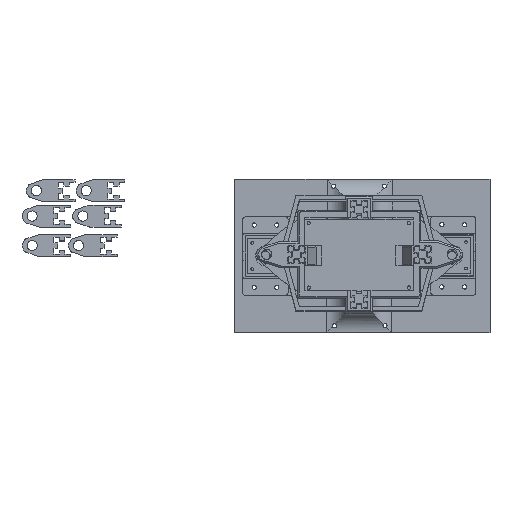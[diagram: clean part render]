
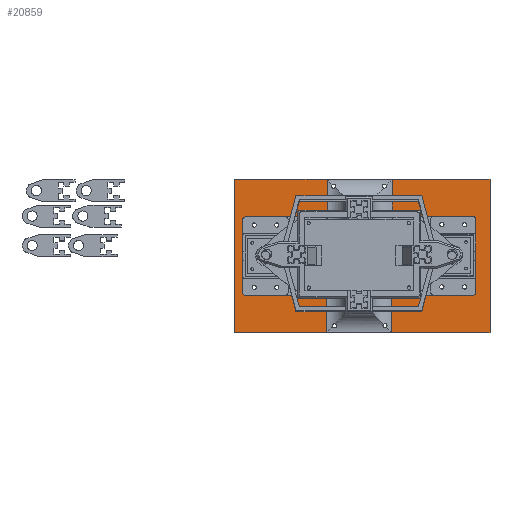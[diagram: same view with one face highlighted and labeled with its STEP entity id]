
A CAD part, top view. The second image highlights one B-rep face of the part: STEP entity #20859.
In plain terms, the highlighted planar face has unit normal (0, 0, 1).
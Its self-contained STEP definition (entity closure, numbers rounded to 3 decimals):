
#20599=CARTESIAN_POINT('',(305.477,92.,-4.));
#20600=VERTEX_POINT('',#20599);
#20601=CARTESIAN_POINT('',(305.477,273.39,-4.));
#20602=VERTEX_POINT('',#20601);
#20603=CARTESIAN_POINT('',(305.477,92.,-4.));
#20604=DIRECTION('',(0.,1.,0.));
#20605=VECTOR('',#20604,181.39);
#20606=LINE('',#20603,#20605);
#20607=EDGE_CURVE('',#20600,#20602,#20606,.T.);
#20639=CARTESIAN_POINT('',(608.363,92.,-4.));
#20640=VERTEX_POINT('',#20639);
#20641=CARTESIAN_POINT('',(608.363,273.39,-4.));
#20642=VERTEX_POINT('',#20641);
#20643=CARTESIAN_POINT('',(608.363,92.,-4.));
#20644=DIRECTION('',(0.,1.,0.));
#20645=VECTOR('',#20644,181.39);
#20646=LINE('',#20643,#20645);
#20647=EDGE_CURVE('',#20640,#20642,#20646,.T.);
#20674=CARTESIAN_POINT('',(0.,0.,-4.));
#20675=DIRECTION('',(0.,0.,-1.));
#20676=DIRECTION('',(-1.,0.,0.));
#20677=AXIS2_PLACEMENT_3D('',#20674,#20675,#20676);
#20678=PLANE('',#20677);
#20679=CARTESIAN_POINT('',(414.714,135.601,-4.));
#20680=VERTEX_POINT('',#20679);
#20681=CARTESIAN_POINT('',(414.714,92.,-4.));
#20682=VERTEX_POINT('',#20681);
#20683=CARTESIAN_POINT('',(414.714,135.601,-4.));
#20684=DIRECTION('',(0.,-1.,0.));
#20685=VECTOR('',#20684,43.601);
#20686=LINE('',#20683,#20685);
#20687=EDGE_CURVE('',#20680,#20682,#20686,.T.);
#20688=ORIENTED_EDGE('',*,*,#20687,.F.);
#20689=CARTESIAN_POINT('',(319.529,135.601,-4.));
#20690=VERTEX_POINT('',#20689);
#20691=CARTESIAN_POINT('',(414.714,135.601,-4.));
#20692=DIRECTION('',(-1.,0.,0.));
#20693=VECTOR('',#20692,95.185);
#20694=LINE('',#20691,#20693);
#20695=EDGE_CURVE('',#20680,#20690,#20694,.T.);
#20696=ORIENTED_EDGE('',*,*,#20695,.T.);
#20697=CARTESIAN_POINT('',(315.529,139.601,-4.));
#20698=VERTEX_POINT('',#20697);
#20699=CARTESIAN_POINT('',(319.529,139.601,-4.));
#20700=DIRECTION('',(-0.,-0.,-1.));
#20701=DIRECTION('',(1.,0.,-0.));
#20702=AXIS2_PLACEMENT_3D('',#20699,#20700,#20701);
#20703=CIRCLE('',#20702,4.);
#20704=EDGE_CURVE('',#20690,#20698,#20703,.T.);
#20705=ORIENTED_EDGE('',*,*,#20704,.T.);
#20706=CARTESIAN_POINT('',(315.529,225.39,-4.));
#20707=VERTEX_POINT('',#20706);
#20708=CARTESIAN_POINT('',(315.529,225.39,-4.));
#20709=DIRECTION('',(0.,-1.,0.));
#20710=VECTOR('',#20709,85.789);
#20711=LINE('',#20708,#20710);
#20712=EDGE_CURVE('',#20707,#20698,#20711,.T.);
#20713=ORIENTED_EDGE('',*,*,#20712,.F.);
#20714=CARTESIAN_POINT('',(319.529,229.39,-4.));
#20715=VERTEX_POINT('',#20714);
#20716=CARTESIAN_POINT('',(319.529,225.39,-4.));
#20717=DIRECTION('',(-0.,-0.,-1.));
#20718=DIRECTION('',(1.,0.,-0.));
#20719=AXIS2_PLACEMENT_3D('',#20716,#20717,#20718);
#20720=CIRCLE('',#20719,4.);
#20721=EDGE_CURVE('',#20707,#20715,#20720,.T.);
#20722=ORIENTED_EDGE('',*,*,#20721,.T.);
#20723=CARTESIAN_POINT('',(414.714,229.39,-4.));
#20724=VERTEX_POINT('',#20723);
#20725=CARTESIAN_POINT('',(414.714,229.39,-4.));
#20726=DIRECTION('',(-1.,0.,0.));
#20727=VECTOR('',#20726,95.185);
#20728=LINE('',#20725,#20727);
#20729=EDGE_CURVE('',#20724,#20715,#20728,.T.);
#20730=ORIENTED_EDGE('',*,*,#20729,.F.);
#20731=CARTESIAN_POINT('',(414.714,181.807,-4.));
#20732=VERTEX_POINT('',#20731);
#20733=CARTESIAN_POINT('',(414.714,229.39,-4.));
#20734=DIRECTION('',(0.,-1.,0.));
#20735=VECTOR('',#20734,47.584);
#20736=LINE('',#20733,#20735);
#20737=EDGE_CURVE('',#20724,#20732,#20736,.T.);
#20738=ORIENTED_EDGE('',*,*,#20737,.T.);
#20739=CARTESIAN_POINT('',(491.714,181.807,-4.));
#20740=VERTEX_POINT('',#20739);
#20741=CARTESIAN_POINT('',(491.714,181.807,-4.));
#20742=DIRECTION('',(-1.,0.,0.));
#20743=VECTOR('',#20742,77.);
#20744=LINE('',#20741,#20743);
#20745=EDGE_CURVE('',#20740,#20732,#20744,.T.);
#20746=ORIENTED_EDGE('',*,*,#20745,.F.);
#20747=CARTESIAN_POINT('',(491.714,92.,-4.));
#20748=VERTEX_POINT('',#20747);
#20749=CARTESIAN_POINT('',(491.714,181.807,-4.));
#20750=DIRECTION('',(0.,-1.,0.));
#20751=VECTOR('',#20750,89.807);
#20752=LINE('',#20749,#20751);
#20753=EDGE_CURVE('',#20740,#20748,#20752,.T.);
#20754=ORIENTED_EDGE('',*,*,#20753,.T.);
#20755=CARTESIAN_POINT('',(491.714,92.,-4.));
#20756=DIRECTION('',(1.,0.,-0.));
#20757=VECTOR('',#20756,116.649);
#20758=LINE('',#20755,#20757);
#20759=EDGE_CURVE('',#20748,#20640,#20758,.T.);
#20760=ORIENTED_EDGE('',*,*,#20759,.T.);
#20761=ORIENTED_EDGE('',*,*,#20647,.T.);
#20762=CARTESIAN_POINT('',(492.529,273.39,-4.));
#20763=VERTEX_POINT('',#20762);
#20764=CARTESIAN_POINT('',(608.363,273.39,-4.));
#20765=DIRECTION('',(-1.,0.,0.));
#20766=VECTOR('',#20765,115.833);
#20767=LINE('',#20764,#20766);
#20768=EDGE_CURVE('',#20642,#20763,#20767,.T.);
#20769=ORIENTED_EDGE('',*,*,#20768,.T.);
#20770=CARTESIAN_POINT('',(492.529,229.789,-4.));
#20771=VERTEX_POINT('',#20770);
#20772=CARTESIAN_POINT('',(492.529,229.789,-4.));
#20773=DIRECTION('',(0.,1.,0.));
#20774=VECTOR('',#20773,43.601);
#20775=LINE('',#20772,#20774);
#20776=EDGE_CURVE('',#20771,#20763,#20775,.T.);
#20777=ORIENTED_EDGE('',*,*,#20776,.F.);
#20778=CARTESIAN_POINT('',(587.714,229.789,-4.));
#20779=VERTEX_POINT('',#20778);
#20780=CARTESIAN_POINT('',(492.529,229.789,-4.));
#20781=DIRECTION('',(1.,-0.,0.));
#20782=VECTOR('',#20781,95.185);
#20783=LINE('',#20780,#20782);
#20784=EDGE_CURVE('',#20771,#20779,#20783,.T.);
#20785=ORIENTED_EDGE('',*,*,#20784,.T.);
#20786=CARTESIAN_POINT('',(591.714,225.789,-4.));
#20787=VERTEX_POINT('',#20786);
#20788=CARTESIAN_POINT('',(587.714,225.789,-4.));
#20789=DIRECTION('',(-0.,-0.,-1.));
#20790=DIRECTION('',(-1.,0.,0.));
#20791=AXIS2_PLACEMENT_3D('',#20788,#20789,#20790);
#20792=CIRCLE('',#20791,4.);
#20793=EDGE_CURVE('',#20779,#20787,#20792,.T.);
#20794=ORIENTED_EDGE('',*,*,#20793,.T.);
#20795=CARTESIAN_POINT('',(591.714,140.,-4.));
#20796=VERTEX_POINT('',#20795);
#20797=CARTESIAN_POINT('',(591.714,140.,-4.));
#20798=DIRECTION('',(0.,1.,0.));
#20799=VECTOR('',#20798,85.789);
#20800=LINE('',#20797,#20799);
#20801=EDGE_CURVE('',#20796,#20787,#20800,.T.);
#20802=ORIENTED_EDGE('',*,*,#20801,.F.);
#20803=CARTESIAN_POINT('',(587.714,136.,-4.));
#20804=VERTEX_POINT('',#20803);
#20805=CARTESIAN_POINT('',(587.714,140.,-4.));
#20806=DIRECTION('',(-0.,-0.,-1.));
#20807=DIRECTION('',(-1.,0.,0.));
#20808=AXIS2_PLACEMENT_3D('',#20805,#20806,#20807);
#20809=CIRCLE('',#20808,4.);
#20810=EDGE_CURVE('',#20796,#20804,#20809,.T.);
#20811=ORIENTED_EDGE('',*,*,#20810,.T.);
#20812=CARTESIAN_POINT('',(492.529,136.,-4.));
#20813=VERTEX_POINT('',#20812);
#20814=CARTESIAN_POINT('',(492.529,136.,-4.));
#20815=DIRECTION('',(1.,-0.,0.));
#20816=VECTOR('',#20815,95.185);
#20817=LINE('',#20814,#20816);
#20818=EDGE_CURVE('',#20813,#20804,#20817,.T.);
#20819=ORIENTED_EDGE('',*,*,#20818,.F.);
#20820=CARTESIAN_POINT('',(492.529,183.584,-4.));
#20821=VERTEX_POINT('',#20820);
#20822=CARTESIAN_POINT('',(492.529,136.,-4.));
#20823=DIRECTION('',(0.,1.,0.));
#20824=VECTOR('',#20823,47.584);
#20825=LINE('',#20822,#20824);
#20826=EDGE_CURVE('',#20813,#20821,#20825,.T.);
#20827=ORIENTED_EDGE('',*,*,#20826,.T.);
#20828=CARTESIAN_POINT('',(415.529,183.584,-4.));
#20829=VERTEX_POINT('',#20828);
#20830=CARTESIAN_POINT('',(415.529,183.584,-4.));
#20831=DIRECTION('',(1.,-0.,0.));
#20832=VECTOR('',#20831,77.);
#20833=LINE('',#20830,#20832);
#20834=EDGE_CURVE('',#20829,#20821,#20833,.T.);
#20835=ORIENTED_EDGE('',*,*,#20834,.F.);
#20836=CARTESIAN_POINT('',(415.529,273.39,-4.));
#20837=VERTEX_POINT('',#20836);
#20838=CARTESIAN_POINT('',(415.529,183.584,-4.));
#20839=DIRECTION('',(0.,1.,0.));
#20840=VECTOR('',#20839,89.807);
#20841=LINE('',#20838,#20840);
#20842=EDGE_CURVE('',#20829,#20837,#20841,.T.);
#20843=ORIENTED_EDGE('',*,*,#20842,.T.);
#20844=CARTESIAN_POINT('',(415.529,273.39,-4.));
#20845=DIRECTION('',(-1.,0.,0.));
#20846=VECTOR('',#20845,110.052);
#20847=LINE('',#20844,#20846);
#20848=EDGE_CURVE('',#20837,#20602,#20847,.T.);
#20849=ORIENTED_EDGE('',*,*,#20848,.T.);
#20850=ORIENTED_EDGE('',*,*,#20607,.F.);
#20851=CARTESIAN_POINT('',(305.477,92.,-4.));
#20852=DIRECTION('',(1.,0.,-0.));
#20853=VECTOR('',#20852,109.237);
#20854=LINE('',#20851,#20853);
#20855=EDGE_CURVE('',#20600,#20682,#20854,.T.);
#20856=ORIENTED_EDGE('',*,*,#20855,.T.);
#20857=EDGE_LOOP('',(#20688,#20696,#20705,#20713,#20722,#20730,#20738,#20746,#20754,#20760,#20761,#20769,#20777,#20785,#20794,#20802,#20811,#20819,#20827,#20835,#20843,#20849,#20850,#20856));
#20858=FACE_BOUND('',#20857,.T.);
#20859=ADVANCED_FACE('',(#20858),#20678,.F.);
